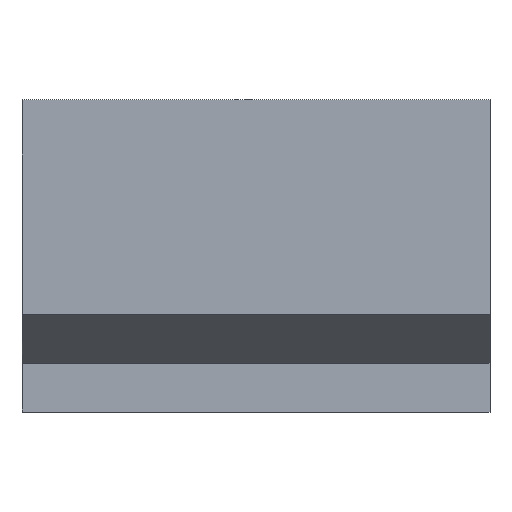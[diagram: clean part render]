
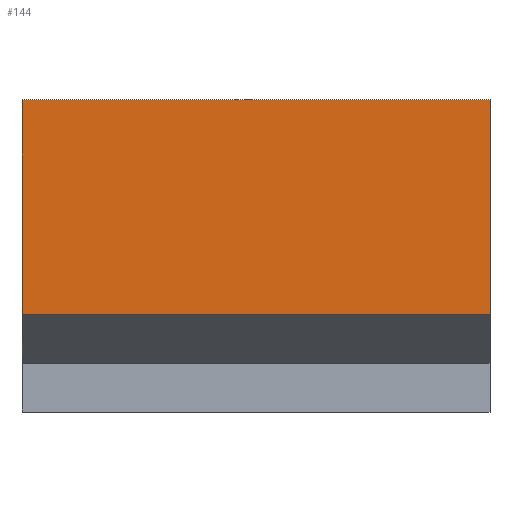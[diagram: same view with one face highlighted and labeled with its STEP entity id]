
A CAD part, top view. The second image highlights one B-rep face of the part: STEP entity #144.
In plain terms, the highlighted planar face has unit normal (0, 0, 1).
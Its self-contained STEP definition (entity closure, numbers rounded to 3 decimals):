
#18=FACE_OUTER_BOUND('',#26,.T.);
#26=EDGE_LOOP('',(#109,#110,#111,#112));
#34=LINE('',#216,#52);
#41=LINE('',#231,#59);
#42=LINE('',#233,#60);
#43=LINE('',#234,#61);
#52=VECTOR('',#178,10.);
#59=VECTOR('',#191,10.);
#60=VECTOR('',#192,10.);
#61=VECTOR('',#193,10.);
#68=VERTEX_POINT('',#210);
#70=VERTEX_POINT('',#214);
#75=VERTEX_POINT('',#230);
#76=VERTEX_POINT('',#232);
#82=EDGE_CURVE('',#68,#70,#34,.T.);
#89=EDGE_CURVE('',#70,#75,#41,.T.);
#90=EDGE_CURVE('',#75,#76,#42,.T.);
#91=EDGE_CURVE('',#76,#68,#43,.T.);
#109=ORIENTED_EDGE('',*,*,#82,.T.);
#110=ORIENTED_EDGE('',*,*,#89,.T.);
#111=ORIENTED_EDGE('',*,*,#90,.T.);
#112=ORIENTED_EDGE('',*,*,#91,.T.);
#136=PLANE('',#166);
#144=ADVANCED_FACE('',(#18),#136,.T.);
#166=AXIS2_PLACEMENT_3D('',#229,#189,#190);
#178=DIRECTION('',(1.,0.,0.));
#189=DIRECTION('center_axis',(0.,0.,1.));
#190=DIRECTION('ref_axis',(0.,-1.,0.));
#191=DIRECTION('',(0.,1.,0.));
#192=DIRECTION('',(-1.,0.,0.));
#193=DIRECTION('',(0.,-1.,0.));
#210=CARTESIAN_POINT('',(-62.334,-18.71,-27.999));
#214=CARTESIAN_POINT('',(87.666,-18.71,-27.999));
#216=CARTESIAN_POINT('',(50.166,-18.71,-27.999));
#229=CARTESIAN_POINT('Origin',(12.666,0.,-27.999));
#230=CARTESIAN_POINT('',(87.666,50.,-27.999));
#231=CARTESIAN_POINT('',(87.666,-50.,-27.999));
#232=CARTESIAN_POINT('',(-62.334,50.,-27.999));
#233=CARTESIAN_POINT('',(87.666,50.,-27.999));
#234=CARTESIAN_POINT('',(-62.334,50.,-27.999));
